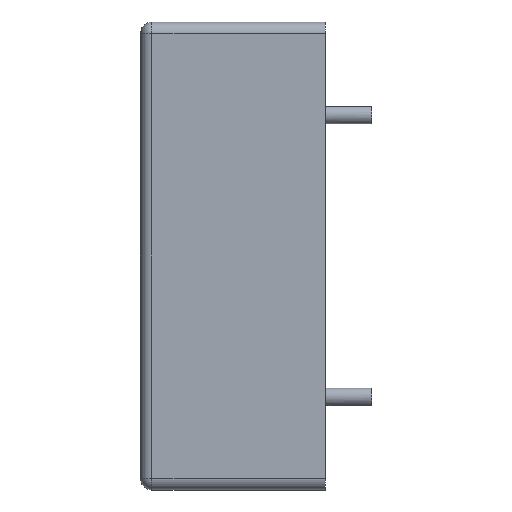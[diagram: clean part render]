
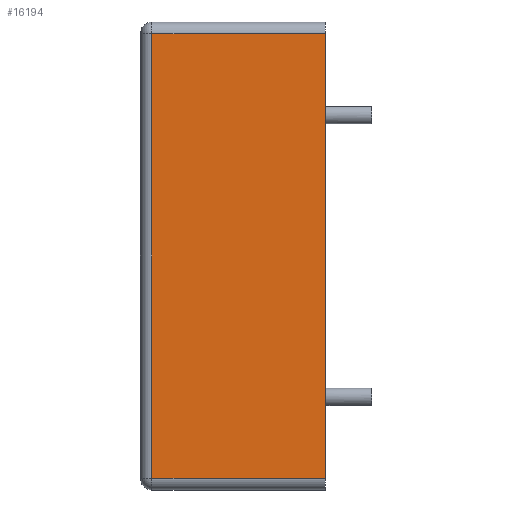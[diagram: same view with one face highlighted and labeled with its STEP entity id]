
A CAD part, left-side view. The second image highlights one B-rep face of the part: STEP entity #16194.
In plain terms, the highlighted planar face has unit normal (-1, 0, 0).
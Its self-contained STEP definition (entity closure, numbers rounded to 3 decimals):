
#375 = CARTESIAN_POINT ( 'NONE',  ( -11.85, 0.1, 4.95 ) ) ;
#509 = ORIENTED_EDGE ( 'NONE', *, *, #7041, .T. ) ;
#1099 = ORIENTED_EDGE ( 'NONE', *, *, #6058, .T. ) ;
#2373 = CARTESIAN_POINT ( 'NONE',  ( -11.85, 11.33, -22.05 ) ) ;
#2481 = VECTOR ( 'NONE', #5831, 1000. ) ;
#2636 = VERTEX_POINT ( 'NONE', #20605 ) ;
#2967 = VERTEX_POINT ( 'NONE', #23252 ) ;
#3001 = ORIENTED_EDGE ( 'NONE', *, *, #6190, .T. ) ;
#3421 = CARTESIAN_POINT ( 'NONE',  ( -11.85, 10.63, 4.95 ) ) ;
#4505 = VECTOR ( 'NONE', #9607, 1000. ) ;
#4797 = VECTOR ( 'NONE', #18108, 1000. ) ;
#5831 = DIRECTION ( 'NONE',  ( 0., 0., 1. ) ) ;
#5925 = CARTESIAN_POINT ( 'NONE',  ( -11.85, 11.33, -22.75 ) ) ;
#6058 = EDGE_CURVE ( 'NONE', #2967, #19419, #14763, .T. ) ;
#6190 = EDGE_CURVE ( 'NONE', #20255, #2636, #17575, .T. ) ;
#6240 = VECTOR ( 'NONE', #6541, 1000. ) ;
#6541 = DIRECTION ( 'NONE',  ( 0., 0., -1. ) ) ;
#7041 = EDGE_CURVE ( 'NONE', #19419, #20255, #12830, .T. ) ;
#7733 = DIRECTION ( 'NONE',  ( 0., 0., -1. ) ) ;
#9607 = DIRECTION ( 'NONE',  ( 0., -1., 0. ) ) ;
#9652 = EDGE_LOOP ( 'NONE', ( #1099, #509, #3001, #16411 ) ) ;
#10951 = CARTESIAN_POINT ( 'NONE',  ( -11.85, 11.33, 4.95 ) ) ;
#12830 = LINE ( 'NONE', #10951, #4797 ) ;
#13209 = PLANE ( 'NONE',  #20333 ) ;
#14763 = LINE ( 'NONE', #21896, #2481 ) ;
#15403 = EDGE_CURVE ( 'NONE', #2636, #2967, #18484, .T. ) ;
#16194 = ADVANCED_FACE ( 'NONE', ( #22124 ), #13209, .F. ) ;
#16411 = ORIENTED_EDGE ( 'NONE', *, *, #15403, .T. ) ;
#16852 = DIRECTION ( 'NONE',  ( 1., 0., 0. ) ) ;
#17575 = LINE ( 'NONE', #22631, #6240 ) ;
#18108 = DIRECTION ( 'NONE',  ( 0., 1., 0. ) ) ;
#18484 = LINE ( 'NONE', #2373, #4505 ) ;
#19419 = VERTEX_POINT ( 'NONE', #375 ) ;
#20255 = VERTEX_POINT ( 'NONE', #3421 ) ;
#20333 = AXIS2_PLACEMENT_3D ( 'NONE', #5925, #16852, #7733 ) ;
#20605 = CARTESIAN_POINT ( 'NONE',  ( -11.85, 10.63, -22.05 ) ) ;
#21896 = CARTESIAN_POINT ( 'NONE',  ( -11.85, 0.1, -22.75 ) ) ;
#22124 = FACE_OUTER_BOUND ( 'NONE', #9652, .T. ) ;
#22631 = CARTESIAN_POINT ( 'NONE',  ( -11.85, 10.63, -22.75 ) ) ;
#23252 = CARTESIAN_POINT ( 'NONE',  ( -11.85, 0.1, -22.05 ) ) ;
